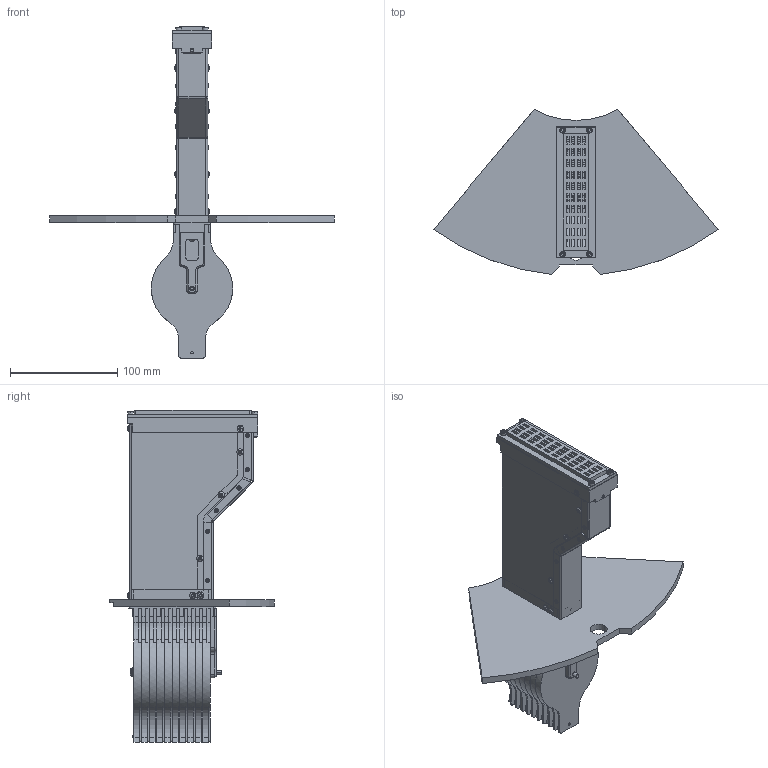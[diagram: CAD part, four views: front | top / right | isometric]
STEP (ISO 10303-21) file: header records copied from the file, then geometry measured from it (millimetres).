
FILE_DESCRIPTION((''),'2;1');
FILE_NAME('FIBER_ORGANIZING_ASM','2004-10-01T',('ericcan'),(''),'PRO/ENGINEER BY PARAMETRIC TECHNOLOGY CORPORATION, 2004280','PRO/ENGINEER BY PARAMETRIC TECHNOLOGY CORPORATION, 2004280','');
FILE_SCHEMA(('CONFIG_CONTROL_DESIGN'));
Length unit declared in the file: millimetre
Products named in the file (20): ORGANIZER_MOUNT_FEEDTHRU; RIBBON_MINITARY_4BY10; TRAY_SEAL_2_COLLAPSED; PPQA_QTRPNL_4BY10_CNCFDTHRU; FIBER_ENCLOSURE_TRAY; FIBER_ENCLOSURE_COVER; FIBER_TRAY_SIDEPLATE; POPRIVET_EMHART-TAPD20M3BS; BHCS_M3BY4_INST; FIBER_ENCLOSURE_ASM; ERICSSON_CONN_ADAPTER_PLATE2; ERICSSON_4_BY_10_DESIGN; DOWEL_3MM; RIBBON_MINITRAY_SUPPORT; BHCS_M3BY12_INST; SHCS_M3-5; FHMS-M3-8; TRAY_BINDING_SHAFT; BHCS_M4BY8; FIBER_ORGANIZING_ASM
Assembly tree (66 placements, depth 3):
  FIBER_ORGANIZING_ASM
    ORGANIZER_MOUNT_FEEDTHRU
    RIBBON_MINITARY_4BY10  x10
    TRAY_SEAL_2_COLLAPSED  x10
    PPQA_QTRPNL_4BY10_CNCFDTHRU
    FIBER_ENCLOSURE_ASM
      FIBER_ENCLOSURE_TRAY
      FIBER_ENCLOSURE_COVER
      FIBER_TRAY_SIDEPLATE  x2
      POPRIVET_EMHART-TAPD20M3BS  x12
      BHCS_M3BY4_INST  x11
    ERICSSON_CONN_ADAPTER_PLATE2
    ERICSSON_4_BY_10_DESIGN
    DOWEL_3MM  x2
    RIBBON_MINITRAY_SUPPORT
    BHCS_M3BY12_INST
    BHCS_M3BY4_INST  x2
    SHCS_M3-5  x4
    FHMS-M3-8  x2
    TRAY_BINDING_SHAFT
    BHCS_M4BY8
Bounding box: 265.56 x 154.03 x 310.02 mm (x, y, z)
Volume: 442926.5 mm3; surface area: 425602.3 mm2
Topology: 65 solids, 78 shells, 3595 faces, 9427 edges, 6115 vertices
Faces by surface type: plane 1628, cylinder 1622, cone 246, bspline 62, torus 37
Entity records: 43935 total; most frequent: CARTESIAN_POINT 7981, DIRECTION 7589, ORIENTED_EDGE 7182, EDGE_CURVE 3615, VECTOR 2561, LINE 2561, AXIS2_PLACEMENT_3D 2514, VERTEX_POINT 2316
